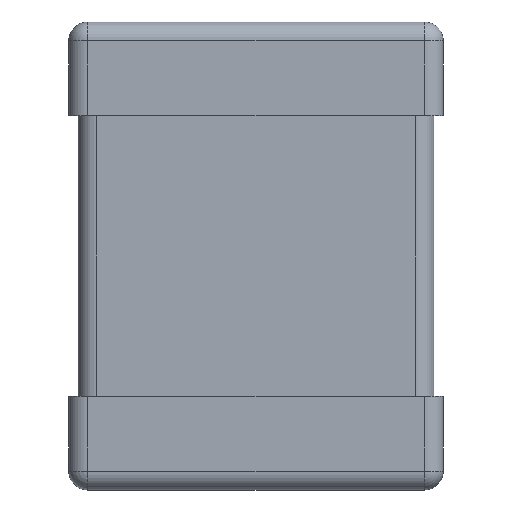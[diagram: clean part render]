
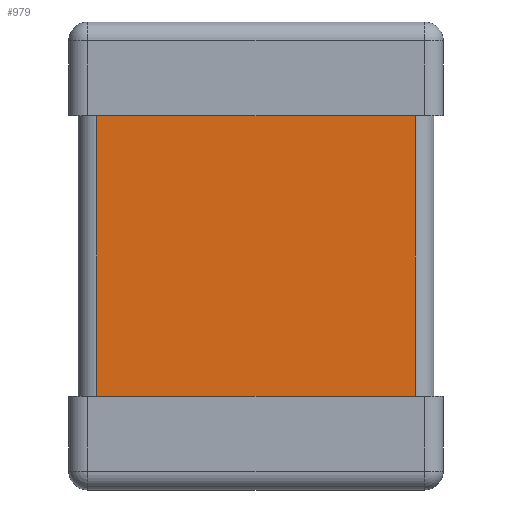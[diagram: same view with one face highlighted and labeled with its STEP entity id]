
A CAD part, front view. The second image highlights one B-rep face of the part: STEP entity #979.
In plain terms, the highlighted planar face has unit normal (0, -1, 0).
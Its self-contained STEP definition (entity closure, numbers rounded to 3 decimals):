
#44 = PLANE('',#45);
#45 = AXIS2_PLACEMENT_3D('',#46,#47,#48);
#46 = CARTESIAN_POINT('',(0.,0.,0.5));
#47 = DIRECTION('',(-0.,0.,1.));
#48 = DIRECTION('',(1.,0.,0.));
#619 = VERTEX_POINT('',#620);
#620 = CARTESIAN_POINT('',(0.85,-0.5,0.5));
#639 = CYLINDRICAL_SURFACE('',#640,0.1);
#640 = AXIS2_PLACEMENT_3D('',#641,#642,#643);
#641 = CARTESIAN_POINT('',(0.85,-0.4,2.));
#642 = DIRECTION('',(0.,0.,-1.));
#643 = DIRECTION('',(-1.,0.,0.));
#651 = EDGE_CURVE('',#652,#619,#654,.T.);
#652 = VERTEX_POINT('',#653);
#653 = CARTESIAN_POINT('',(-0.85,-0.5,0.5));
#654 = SURFACE_CURVE('',#655,(#659,#666),.PCURVE_S1.);
#655 = LINE('',#656,#657);
#656 = CARTESIAN_POINT('',(0.95,-0.5,0.5));
#657 = VECTOR('',#658,1.);
#658 = DIRECTION('',(1.,0.,-0.));
#659 = PCURVE('',#44,#660);
#660 = DEFINITIONAL_REPRESENTATION('',(#661),#665);
#661 = LINE('',#662,#663);
#662 = CARTESIAN_POINT('',(0.95,-0.5));
#663 = VECTOR('',#664,1.);
#664 = DIRECTION('',(1.,0.));
#665 = ( GEOMETRIC_REPRESENTATION_CONTEXT(2) 
PARAMETRIC_REPRESENTATION_CONTEXT() REPRESENTATION_CONTEXT('2D SPACE',''
  ) );
#666 = PCURVE('',#667,#672);
#667 = PLANE('',#668);
#668 = AXIS2_PLACEMENT_3D('',#669,#670,#671);
#669 = CARTESIAN_POINT('',(0.95,-0.5,2.));
#670 = DIRECTION('',(0.,1.,0.));
#671 = DIRECTION('',(-1.,0.,0.));
#672 = DEFINITIONAL_REPRESENTATION('',(#673),#677);
#673 = LINE('',#674,#675);
#674 = CARTESIAN_POINT('',(-0.,-1.5));
#675 = VECTOR('',#676,1.);
#676 = DIRECTION('',(-1.,0.));
#677 = ( GEOMETRIC_REPRESENTATION_CONTEXT(2) 
PARAMETRIC_REPRESENTATION_CONTEXT() REPRESENTATION_CONTEXT('2D SPACE',''
  ) );
#698 = CYLINDRICAL_SURFACE('',#699,0.1);
#699 = AXIS2_PLACEMENT_3D('',#700,#701,#702);
#700 = CARTESIAN_POINT('',(-0.85,-0.4,2.));
#701 = DIRECTION('',(0.,0.,-1.));
#702 = DIRECTION('',(-1.,0.,0.));
#947 = PLANE('',#948);
#948 = AXIS2_PLACEMENT_3D('',#949,#950,#951);
#949 = CARTESIAN_POINT('',(0.,0.,2.));
#950 = DIRECTION('',(-0.,0.,-1.));
#951 = DIRECTION('',(-1.,0.,0.));
#979 = ADVANCED_FACE('',(#980),#667,.F.);
#980 = FACE_BOUND('',#981,.T.);
#981 = EDGE_LOOP('',(#982,#1007,#1028,#1029));
#982 = ORIENTED_EDGE('',*,*,#983,.F.);
#983 = EDGE_CURVE('',#984,#986,#988,.T.);
#984 = VERTEX_POINT('',#985);
#985 = CARTESIAN_POINT('',(-0.85,-0.5,2.));
#986 = VERTEX_POINT('',#987);
#987 = CARTESIAN_POINT('',(0.85,-0.5,2.));
#988 = SURFACE_CURVE('',#989,(#993,#1000),.PCURVE_S1.);
#989 = LINE('',#990,#991);
#990 = CARTESIAN_POINT('',(0.95,-0.5,2.));
#991 = VECTOR('',#992,1.);
#992 = DIRECTION('',(1.,0.,-0.));
#993 = PCURVE('',#667,#994);
#994 = DEFINITIONAL_REPRESENTATION('',(#995),#999);
#995 = LINE('',#996,#997);
#996 = CARTESIAN_POINT('',(0.,0.));
#997 = VECTOR('',#998,1.);
#998 = DIRECTION('',(-1.,0.));
#999 = ( GEOMETRIC_REPRESENTATION_CONTEXT(2) 
PARAMETRIC_REPRESENTATION_CONTEXT() REPRESENTATION_CONTEXT('2D SPACE',''
  ) );
#1000 = PCURVE('',#947,#1001);
#1001 = DEFINITIONAL_REPRESENTATION('',(#1002),#1006);
#1002 = LINE('',#1003,#1004);
#1003 = CARTESIAN_POINT('',(-0.95,-0.5));
#1004 = VECTOR('',#1005,1.);
#1005 = DIRECTION('',(-1.,0.));
#1006 = ( GEOMETRIC_REPRESENTATION_CONTEXT(2) 
PARAMETRIC_REPRESENTATION_CONTEXT() REPRESENTATION_CONTEXT('2D SPACE',''
  ) );
#1007 = ORIENTED_EDGE('',*,*,#1008,.T.);
#1008 = EDGE_CURVE('',#984,#652,#1009,.T.);
#1009 = SURFACE_CURVE('',#1010,(#1014,#1021),.PCURVE_S1.);
#1010 = LINE('',#1011,#1012);
#1011 = CARTESIAN_POINT('',(-0.85,-0.5,2.));
#1012 = VECTOR('',#1013,1.);
#1013 = DIRECTION('',(0.,0.,-1.));
#1014 = PCURVE('',#667,#1015);
#1015 = DEFINITIONAL_REPRESENTATION('',(#1016),#1020);
#1016 = LINE('',#1017,#1018);
#1017 = CARTESIAN_POINT('',(1.8,0.));
#1018 = VECTOR('',#1019,1.);
#1019 = DIRECTION('',(-0.,-1.));
#1020 = ( GEOMETRIC_REPRESENTATION_CONTEXT(2) 
PARAMETRIC_REPRESENTATION_CONTEXT() REPRESENTATION_CONTEXT('2D SPACE',''
  ) );
#1021 = PCURVE('',#698,#1022);
#1022 = DEFINITIONAL_REPRESENTATION('',(#1023),#1027);
#1023 = LINE('',#1024,#1025);
#1024 = CARTESIAN_POINT('',(4.712,0.));
#1025 = VECTOR('',#1026,1.);
#1026 = DIRECTION('',(0.,1.));
#1027 = ( GEOMETRIC_REPRESENTATION_CONTEXT(2) 
PARAMETRIC_REPRESENTATION_CONTEXT() REPRESENTATION_CONTEXT('2D SPACE',''
  ) );
#1028 = ORIENTED_EDGE('',*,*,#651,.T.);
#1029 = ORIENTED_EDGE('',*,*,#1030,.T.);
#1030 = EDGE_CURVE('',#619,#986,#1031,.T.);
#1031 = SURFACE_CURVE('',#1032,(#1036,#1043),.PCURVE_S1.);
#1032 = LINE('',#1033,#1034);
#1033 = CARTESIAN_POINT('',(0.85,-0.5,2.));
#1034 = VECTOR('',#1035,1.);
#1035 = DIRECTION('',(-0.,-0.,1.));
#1036 = PCURVE('',#667,#1037);
#1037 = DEFINITIONAL_REPRESENTATION('',(#1038),#1042);
#1038 = LINE('',#1039,#1040);
#1039 = CARTESIAN_POINT('',(0.1,0.));
#1040 = VECTOR('',#1041,1.);
#1041 = DIRECTION('',(0.,1.));
#1042 = ( GEOMETRIC_REPRESENTATION_CONTEXT(2) 
PARAMETRIC_REPRESENTATION_CONTEXT() REPRESENTATION_CONTEXT('2D SPACE',''
  ) );
#1043 = PCURVE('',#639,#1044);
#1044 = DEFINITIONAL_REPRESENTATION('',(#1045),#1049);
#1045 = LINE('',#1046,#1047);
#1046 = CARTESIAN_POINT('',(4.712,0.));
#1047 = VECTOR('',#1048,1.);
#1048 = DIRECTION('',(0.,-1.));
#1049 = ( GEOMETRIC_REPRESENTATION_CONTEXT(2) 
PARAMETRIC_REPRESENTATION_CONTEXT() REPRESENTATION_CONTEXT('2D SPACE',''
  ) );
